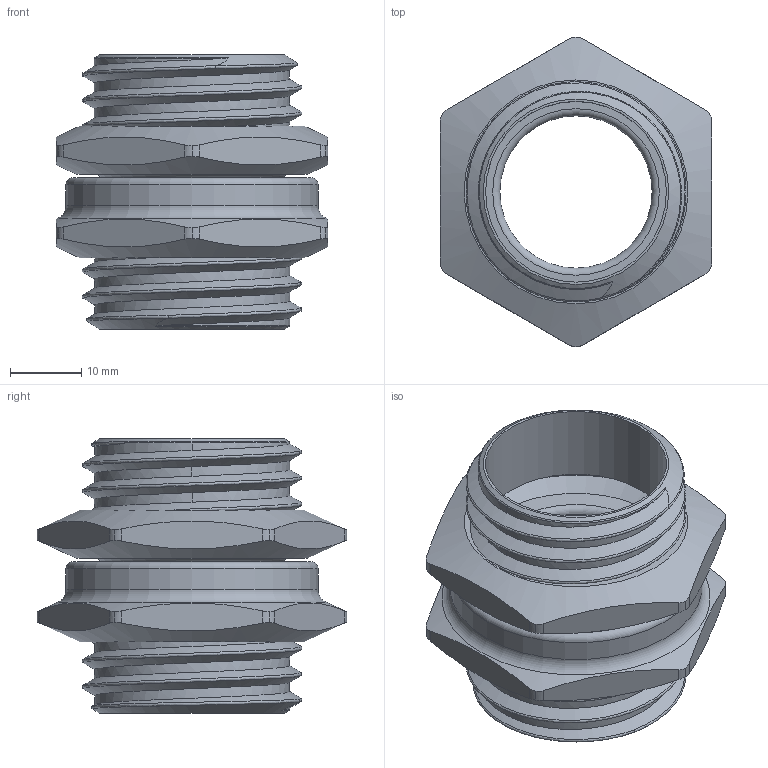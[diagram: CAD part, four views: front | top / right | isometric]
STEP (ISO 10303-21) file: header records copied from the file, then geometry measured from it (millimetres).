
FILE_DESCRIPTION(('FreeCAD Model'),'2;1');
FILE_NAME('Open CASCADE Shape Model','2024-01-26T17:20:41',('Author'),( ''),'Open CASCADE STEP processor 7.6','Ondsel','Unknown');
FILE_SCHEMA(('AUTOMOTIVE_DESIGN { 1 0 10303 214 1 1 1 1 }'));
Length unit declared in the file: millimetre
Products named in the file (3): M1-B-1; Part1; Part2
Assembly tree (2 placements, depth 2):
  M1-B-1
    Part1
    Part2
Bounding box: 38.1 x 43.38 x 38.5 mm (x, y, z)
Volume: 10504.8 mm3; surface area: 12147.1 mm2
Topology: 2 solids, 2 shells, 98 faces, 269 edges, 181 vertices
Faces by surface type: cylinder 39, plane 22, torus 16, cone 13, bspline 6, offset 2
Full cylindrical faces by diameter (mm): 21.355 x1, 25.355 x3, 27.374 x4, 28.355 x1, 29.355 x1, 35.355 x1
Entity records: 26170 total; most frequent: CARTESIAN_POINT 23769, ORIENTED_EDGE 538, DIRECTION 422, EDGE_CURVE 269, VERTEX_POINT 181, AXIS2_PLACEMENT_3D 180, B_SPLINE_CURVE_WITH_KNOTS 120, FACE_BOUND 108
